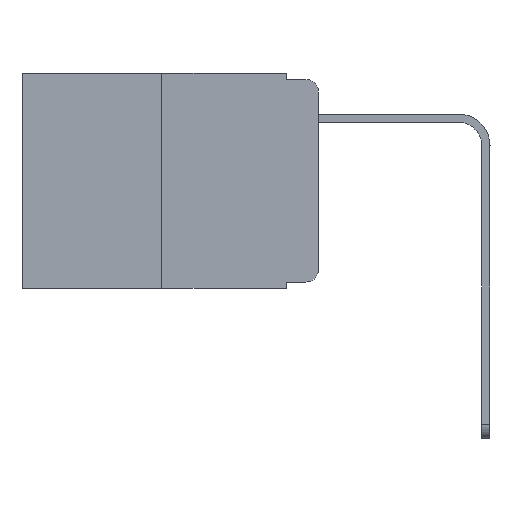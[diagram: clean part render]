
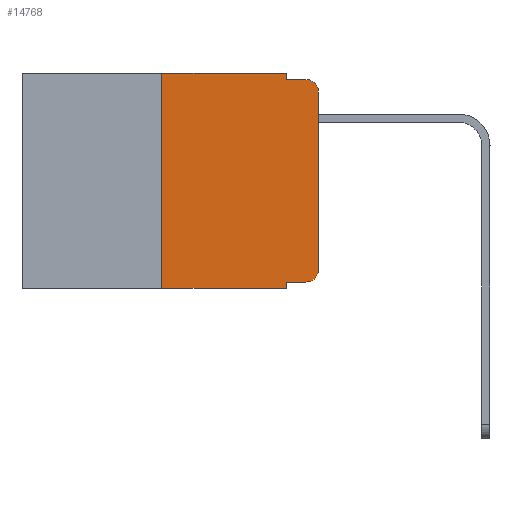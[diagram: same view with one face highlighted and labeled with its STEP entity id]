
A CAD part, left-side view. The second image highlights one B-rep face of the part: STEP entity #14768.
In plain terms, the highlighted planar face has unit normal (-1, 0, 0).
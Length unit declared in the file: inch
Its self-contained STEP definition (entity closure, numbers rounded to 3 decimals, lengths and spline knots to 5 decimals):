
#27 = CARTESIAN_POINT ( 'NONE',  ( 0., 0.473, 0. ) ) ;
#131 = CARTESIAN_POINT ( 'NONE',  ( 0., 0.02, -0.313 ) ) ;
#331 = VERTEX_POINT ( 'NONE', #1660 ) ;
#777 = LINE ( 'NONE', #7748, #16747 ) ;
#1073 = CARTESIAN_POINT ( 'NONE',  ( 0., 0.051, 0. ) ) ;
#1085 = LINE ( 'NONE', #13845, #7081 ) ;
#1368 = EDGE_CURVE ( 'NONE', #7903, #12891, #15829, .T. ) ;
#1401 = DIRECTION ( 'NONE',  ( 0., 0., -1. ) ) ;
#1627 = CARTESIAN_POINT ( 'NONE',  ( 0., 0.051, -0.01 ) ) ;
#1660 = CARTESIAN_POINT ( 'NONE',  ( 0., 0.25, 0. ) ) ;
#2118 = LINE ( 'NONE', #19216, #20393 ) ;
#2934 = DIRECTION ( 'NONE',  ( 0., -1., 0. ) ) ;
#3427 = VECTOR ( 'NONE', #6581, 39.37008 ) ;
#4347 = PLANE ( 'NONE',  #5002 ) ;
#4629 = CARTESIAN_POINT ( 'NONE',  ( 0., 0.051, -0.333 ) ) ;
#4918 = CARTESIAN_POINT ( 'NONE',  ( 0., 0.02, -0.03 ) ) ;
#5002 = AXIS2_PLACEMENT_3D ( 'NONE', #20791, #17001, #9858 ) ;
#5585 = ORIENTED_EDGE ( 'NONE', *, *, #9248, .T. ) ;
#5747 = VERTEX_POINT ( 'NONE', #18090 ) ;
#6581 = DIRECTION ( 'NONE',  ( 0., 0., -1. ) ) ;
#7081 = VECTOR ( 'NONE', #2934, 39.37008 ) ;
#7425 = ORIENTED_EDGE ( 'NONE', *, *, #10772, .T. ) ;
#7748 = CARTESIAN_POINT ( 'NONE',  ( 0., 0.473, -0.343 ) ) ;
#7903 = VERTEX_POINT ( 'NONE', #4629 ) ;
#8511 = EDGE_CURVE ( 'NONE', #7903, #10982, #1085, .T. ) ;
#8588 = DIRECTION ( 'NONE',  ( -1., 0., 0. ) ) ;
#8960 = CARTESIAN_POINT ( 'NONE',  ( 0., 0.051, -0.343 ) ) ;
#9059 = EDGE_CURVE ( 'NONE', #331, #10070, #13916, .T. ) ;
#9157 = DIRECTION ( 'NONE',  ( 0., 0., -1. ) ) ;
#9248 = EDGE_CURVE ( 'NONE', #16870, #12891, #777, .T. ) ;
#9761 = VERTEX_POINT ( 'NONE', #11171 ) ;
#9858 = DIRECTION ( 'NONE',  ( 0., 0., -1. ) ) ;
#9947 = ORIENTED_EDGE ( 'NONE', *, *, #22886, .F. ) ;
#10070 = VERTEX_POINT ( 'NONE', #22951 ) ;
#10110 = LINE ( 'NONE', #1627, #20656 ) ;
#10772 = EDGE_CURVE ( 'NONE', #9761, #22071, #17513, .T. ) ;
#10961 = CARTESIAN_POINT ( 'NONE',  ( 0., 0.02, -0.333 ) ) ;
#10982 = VERTEX_POINT ( 'NONE', #10961 ) ;
#11171 = CARTESIAN_POINT ( 'NONE',  ( 0., 0., -0.03 ) ) ;
#11229 = DIRECTION ( 'NONE',  ( -1., 0., 0. ) ) ;
#11351 = AXIS2_PLACEMENT_3D ( 'NONE', #4918, #8588, #1401 ) ;
#11419 = EDGE_CURVE ( 'NONE', #16870, #331, #13512, .T. ) ;
#11554 = AXIS2_PLACEMENT_3D ( 'NONE', #131, #11229, #9157 ) ;
#11957 = VECTOR ( 'NONE', #20275, 39.37008 ) ;
#12434 = ORIENTED_EDGE ( 'NONE', *, *, #15162, .F. ) ;
#12891 = VERTEX_POINT ( 'NONE', #8960 ) ;
#13156 = CARTESIAN_POINT ( 'NONE',  ( 0., 0.051, 0. ) ) ;
#13448 = CARTESIAN_POINT ( 'NONE',  ( 0., 0.02, -0.01 ) ) ;
#13493 = DIRECTION ( 'NONE',  ( 0., -1., 0. ) ) ;
#13512 = LINE ( 'NONE', #19392, #22084 ) ;
#13805 = EDGE_CURVE ( 'NONE', #5747, #9761, #2118, .T. ) ;
#13845 = CARTESIAN_POINT ( 'NONE',  ( 0., 0.051, -0.333 ) ) ;
#13916 = LINE ( 'NONE', #27, #11957 ) ;
#14072 = ORIENTED_EDGE ( 'NONE', *, *, #1368, .F. ) ;
#14644 = EDGE_CURVE ( 'NONE', #10982, #5747, #19830, .T. ) ;
#14768 = ADVANCED_FACE ( 'NONE', ( #18075 ), #4347, .F. ) ;
#14966 = DIRECTION ( 'NONE',  ( 0., 0., -1. ) ) ;
#15162 = EDGE_CURVE ( 'NONE', #22061, #22071, #10110, .T. ) ;
#15829 = LINE ( 'NONE', #13156, #16403 ) ;
#16403 = VECTOR ( 'NONE', #14966, 39.37008 ) ;
#16747 = VECTOR ( 'NONE', #13493, 39.37008 ) ;
#16848 = ORIENTED_EDGE ( 'NONE', *, *, #13805, .T. ) ;
#16870 = VERTEX_POINT ( 'NONE', #21281 ) ;
#16930 = CARTESIAN_POINT ( 'NONE',  ( 0., 0.051, -0.01 ) ) ;
#17001 = DIRECTION ( 'NONE',  ( 1., 0., 0. ) ) ;
#17121 = ORIENTED_EDGE ( 'NONE', *, *, #8511, .T. ) ;
#17341 = DIRECTION ( 'NONE',  ( 0., 0., 1. ) ) ;
#17513 = CIRCLE ( 'NONE', #11351, 0.02 ) ;
#18075 = FACE_OUTER_BOUND ( 'NONE', #21810, .T. ) ;
#18090 = CARTESIAN_POINT ( 'NONE',  ( 0., 0., -0.313 ) ) ;
#18279 = ORIENTED_EDGE ( 'NONE', *, *, #11419, .F. ) ;
#19216 = CARTESIAN_POINT ( 'NONE',  ( 0., 0., 0. ) ) ;
#19392 = CARTESIAN_POINT ( 'NONE',  ( 0., 0.25, 0. ) ) ;
#19479 = DIRECTION ( 'NONE',  ( 0., 0., 1. ) ) ;
#19713 = LINE ( 'NONE', #1073, #3427 ) ;
#19830 = CIRCLE ( 'NONE', #11554, 0.02 ) ;
#20275 = DIRECTION ( 'NONE',  ( 0., -1., 0. ) ) ;
#20393 = VECTOR ( 'NONE', #17341, 39.37008 ) ;
#20656 = VECTOR ( 'NONE', #22212, 39.37008 ) ;
#20791 = CARTESIAN_POINT ( 'NONE',  ( 0., 0.473, 0. ) ) ;
#21281 = CARTESIAN_POINT ( 'NONE',  ( 0., 0.25, -0.343 ) ) ;
#21637 = ORIENTED_EDGE ( 'NONE', *, *, #9059, .F. ) ;
#21810 = EDGE_LOOP ( 'NONE', ( #16848, #7425, #12434, #9947, #21637, #18279, #5585, #14072, #17121, #23288 ) ) ;
#22061 = VERTEX_POINT ( 'NONE', #16930 ) ;
#22071 = VERTEX_POINT ( 'NONE', #13448 ) ;
#22084 = VECTOR ( 'NONE', #19479, 39.37008 ) ;
#22212 = DIRECTION ( 'NONE',  ( 0., -1., 0. ) ) ;
#22886 = EDGE_CURVE ( 'NONE', #10070, #22061, #19713, .T. ) ;
#22951 = CARTESIAN_POINT ( 'NONE',  ( 0., 0.051, 0. ) ) ;
#23288 = ORIENTED_EDGE ( 'NONE', *, *, #14644, .T. ) ;
